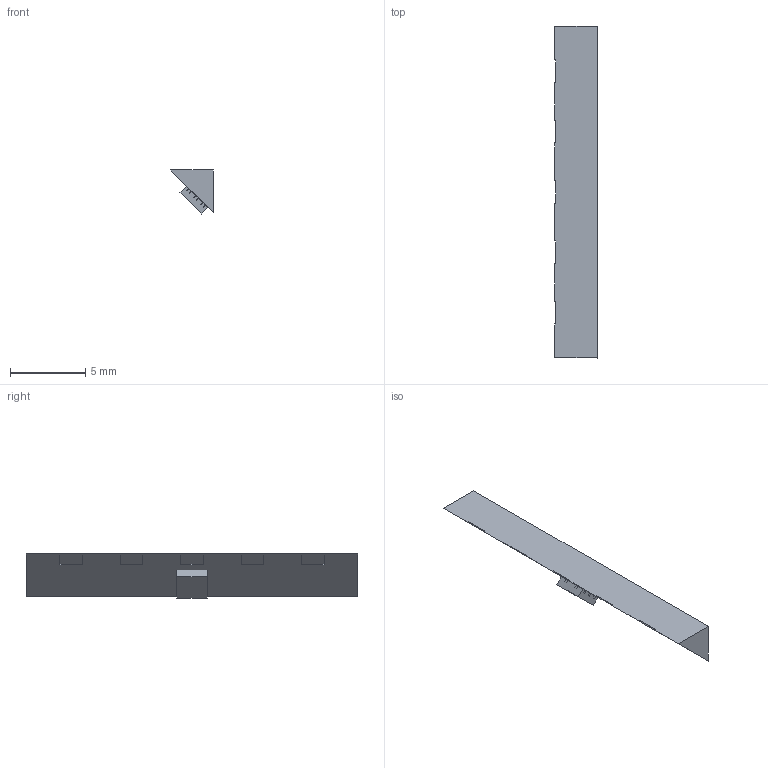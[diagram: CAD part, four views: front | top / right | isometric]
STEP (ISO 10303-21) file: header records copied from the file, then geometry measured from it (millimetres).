
FILE_DESCRIPTION (( 'STEP AP214' ), '1' );
FILE_NAME ('SS_ASSEMBLY.STEP', '2025-01-25T17:43:51', ( '' ), ( '' ), 'SwSTEP 2.0', 'SolidWorks 2023', '' );
FILE_SCHEMA (( 'AUTOMOTIVE_DESIGN' ));
Length unit declared in the file: millimetre
Products named in the file (12): BODY-SON.stp; DIE.stp; BOND_WIRE_AF5.stp; BOND_WIRE_AF0.stp; BOND_WIRE_AF3.stp; SS_ASSEMBLY; SS_Base; DNP0006A.stp; BOND_WIRE_AF1.stp; FRAME-DNP0006A.stp; BOND_WIRE_AF2.stp; BOND_WIRE_AF4.stp
Assembly tree (11 placements, depth 3):
  SS_ASSEMBLY
    SS_Base
    DNP0006A.stp
      BODY-SON.stp
      FRAME-DNP0006A.stp
      DIE.stp
      BOND_WIRE_AF0.stp
      BOND_WIRE_AF1.stp
      BOND_WIRE_AF2.stp
      BOND_WIRE_AF3.stp
      BOND_WIRE_AF4.stp
      BOND_WIRE_AF5.stp
Bounding box: 2.83 x 22 x 2.92 mm (x, y, z)
Volume: 90.2 mm3; surface area: 247.9 mm2
Topology: 16 solids, 16 shells, 342 faces, 879 edges, 574 vertices
Faces by surface type: plane 270, cylinder 36, bspline 24, torus 12
Entity records: 12339 total; most frequent: CARTESIAN_POINT 3658, ORIENTED_EDGE 1758, DIRECTION 1635, EDGE_CURVE 879, LINE 681, VECTOR 681, VERTEX_POINT 574, AXIS2_PLACEMENT_3D 477
